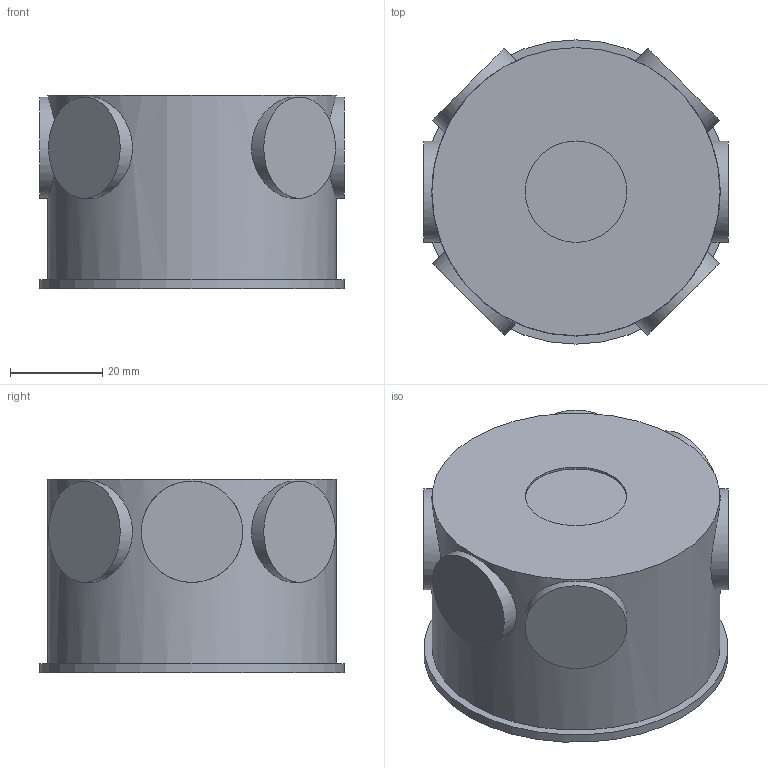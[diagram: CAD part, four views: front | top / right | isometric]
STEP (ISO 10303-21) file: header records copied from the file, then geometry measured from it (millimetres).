
FILE_DESCRIPTION(/* description */ ('STEP AP203'),/* implementation_level */ '2;1');
FILE_NAME(/* name */ '1050-00(300)',/* time_stamp */ '2024-05-21T08:02:01+02:00',/* author */ ('License CC BY-ND 4.0'),/* organization */ ('CADENAS'),/* preprocessor_version */ 'ST-DEVELOPER v19.3',/* originating_system */ 'PARTsolutions',/* authorisation */ ' ');
FILE_SCHEMA (('CONFIG_CONTROL_DESIGN','AUTOMOTIVE_DESIGN { 1 0 10303 214 3 1 1 }','PROCESS_PLANNING_SCHEMA'));
Length unit declared in the file: millimetre
Products named in the file (1): 1050-00(300)
Bounding box: 66 x 66 x 42 mm (x, y, z)
Volume: 20837.4 mm3; surface area: 24920.7 mm2
Topology: 1 solids, 1 shells, 28 faces, 48 edges, 32 vertices
Faces by surface type: cylinder 15, plane 13
Full cylindrical faces by diameter (mm): 2.9 x2, 22 x7, 62.5 x1, 66 x1
Entity records: 724 total; most frequent: CARTESIAN_POINT 201, DIRECTION 110, ORIENTED_EDGE 68, AXIS2_PLACEMENT_3D 53, EDGE_LOOP 50, FACE_BOUND 50, EDGE_CURVE 34, VERTEX_POINT 30
